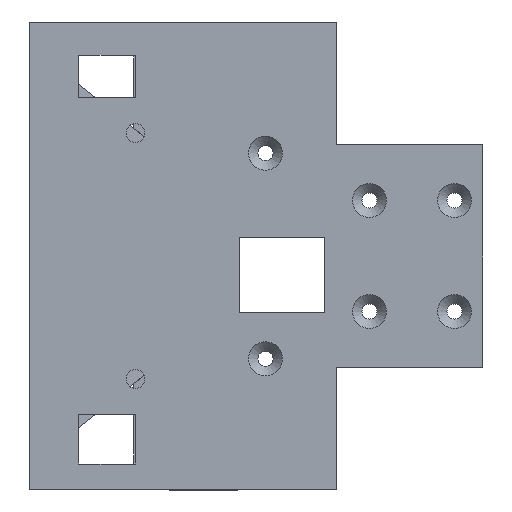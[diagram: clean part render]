
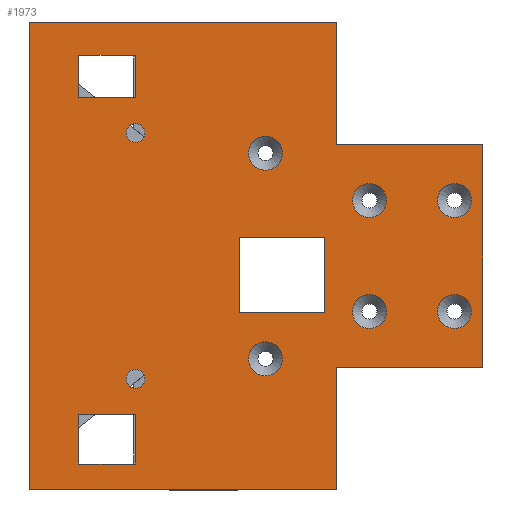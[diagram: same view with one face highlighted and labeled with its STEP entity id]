
A CAD part, front view. The second image highlights one B-rep face of the part: STEP entity #1973.
In plain terms, the highlighted planar face has unit normal (0, -1, 0).
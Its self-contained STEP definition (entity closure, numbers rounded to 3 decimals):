
#49=FACE_BOUND('',#216,.T.);
#50=FACE_BOUND('',#217,.T.);
#51=FACE_BOUND('',#218,.T.);
#52=FACE_BOUND('',#219,.T.);
#53=FACE_BOUND('',#220,.T.);
#54=FACE_BOUND('',#221,.T.);
#55=FACE_BOUND('',#222,.T.);
#56=FACE_BOUND('',#223,.T.);
#57=FACE_BOUND('',#224,.T.);
#58=FACE_BOUND('',#225,.T.);
#59=FACE_BOUND('',#226,.T.);
#77=CIRCLE('',#2102,3.6);
#78=CIRCLE('',#2103,3.6);
#79=CIRCLE('',#2104,3.6);
#80=CIRCLE('',#2105,2.);
#81=CIRCLE('',#2106,2.);
#82=CIRCLE('',#2107,3.6);
#83=CIRCLE('',#2108,3.6);
#84=CIRCLE('',#2109,3.6);
#107=FACE_OUTER_BOUND('',#215,.T.);
#215=EDGE_LOOP('',(#1406,#1407,#1408,#1409,#1410,#1411,#1412,#1413));
#216=EDGE_LOOP('',(#1414,#1415,#1416,#1417));
#217=EDGE_LOOP('',(#1418,#1419,#1420,#1421));
#218=EDGE_LOOP('',(#1422,#1423,#1424,#1425));
#219=EDGE_LOOP('',(#1426));
#220=EDGE_LOOP('',(#1427));
#221=EDGE_LOOP('',(#1428));
#222=EDGE_LOOP('',(#1429));
#223=EDGE_LOOP('',(#1430));
#224=EDGE_LOOP('',(#1431));
#225=EDGE_LOOP('',(#1432));
#226=EDGE_LOOP('',(#1433));
#326=LINE('',#2734,#582);
#330=LINE('',#2742,#586);
#333=LINE('',#2748,#589);
#363=LINE('',#2817,#619);
#399=LINE('',#2897,#655);
#401=LINE('',#2901,#657);
#403=LINE('',#2906,#659);
#404=LINE('',#2908,#660);
#405=LINE('',#2910,#661);
#406=LINE('',#2912,#662);
#407=LINE('',#2914,#663);
#408=LINE('',#2916,#664);
#409=LINE('',#2918,#665);
#410=LINE('',#2919,#666);
#411=LINE('',#2920,#667);
#412=LINE('',#2922,#668);
#413=LINE('',#2923,#669);
#414=LINE('',#2925,#670);
#415=LINE('',#2927,#671);
#416=LINE('',#2928,#672);
#582=VECTOR('',#2218,10.);
#586=VECTOR('',#2224,10.);
#589=VECTOR('',#2229,10.);
#619=VECTOR('',#2271,10.);
#655=VECTOR('',#2319,10.);
#657=VECTOR('',#2323,10.);
#659=VECTOR('',#2327,10.);
#660=VECTOR('',#2328,10.);
#661=VECTOR('',#2329,10.);
#662=VECTOR('',#2330,10.);
#663=VECTOR('',#2331,10.);
#664=VECTOR('',#2332,10.);
#665=VECTOR('',#2333,10.);
#666=VECTOR('',#2334,10.);
#667=VECTOR('',#2335,10.);
#668=VECTOR('',#2336,10.);
#669=VECTOR('',#2337,10.);
#670=VECTOR('',#2338,10.);
#671=VECTOR('',#2339,10.);
#672=VECTOR('',#2340,10.);
#838=VERTEX_POINT('',#2732);
#839=VERTEX_POINT('',#2733);
#842=VERTEX_POINT('',#2741);
#844=VERTEX_POINT('',#2747);
#876=VERTEX_POINT('',#2814);
#877=VERTEX_POINT('',#2816);
#914=VERTEX_POINT('',#2894);
#915=VERTEX_POINT('',#2896);
#916=VERTEX_POINT('',#2900);
#917=VERTEX_POINT('',#2904);
#918=VERTEX_POINT('',#2905);
#919=VERTEX_POINT('',#2907);
#920=VERTEX_POINT('',#2909);
#921=VERTEX_POINT('',#2911);
#922=VERTEX_POINT('',#2913);
#923=VERTEX_POINT('',#2915);
#924=VERTEX_POINT('',#2917);
#925=VERTEX_POINT('',#2921);
#926=VERTEX_POINT('',#2924);
#927=VERTEX_POINT('',#2926);
#928=VERTEX_POINT('',#2929);
#929=VERTEX_POINT('',#2931);
#930=VERTEX_POINT('',#2933);
#931=VERTEX_POINT('',#2935);
#932=VERTEX_POINT('',#2937);
#933=VERTEX_POINT('',#2939);
#934=VERTEX_POINT('',#2941);
#935=VERTEX_POINT('',#2943);
#1026=EDGE_CURVE('',#838,#839,#326,.T.);
#1030=EDGE_CURVE('',#839,#842,#330,.T.);
#1033=EDGE_CURVE('',#842,#844,#333,.T.);
#1067=EDGE_CURVE('',#877,#876,#363,.T.);
#1107=EDGE_CURVE('',#915,#914,#399,.T.);
#1109=EDGE_CURVE('',#916,#877,#401,.T.);
#1111=EDGE_CURVE('',#917,#918,#403,.T.);
#1112=EDGE_CURVE('',#919,#917,#404,.T.);
#1113=EDGE_CURVE('',#920,#919,#405,.T.);
#1114=EDGE_CURVE('',#921,#920,#406,.T.);
#1115=EDGE_CURVE('',#922,#921,#407,.T.);
#1116=EDGE_CURVE('',#923,#922,#408,.T.);
#1117=EDGE_CURVE('',#924,#923,#409,.T.);
#1118=EDGE_CURVE('',#918,#924,#410,.T.);
#1119=EDGE_CURVE('',#844,#838,#411,.T.);
#1120=EDGE_CURVE('',#876,#925,#412,.T.);
#1121=EDGE_CURVE('',#925,#916,#413,.T.);
#1122=EDGE_CURVE('',#914,#926,#414,.T.);
#1123=EDGE_CURVE('',#927,#926,#415,.T.);
#1124=EDGE_CURVE('',#927,#915,#416,.T.);
#1125=EDGE_CURVE('',#928,#928,#77,.T.);
#1126=EDGE_CURVE('',#929,#929,#78,.T.);
#1127=EDGE_CURVE('',#930,#930,#79,.T.);
#1128=EDGE_CURVE('',#931,#931,#80,.T.);
#1129=EDGE_CURVE('',#932,#932,#81,.T.);
#1130=EDGE_CURVE('',#933,#933,#82,.T.);
#1131=EDGE_CURVE('',#934,#934,#83,.T.);
#1132=EDGE_CURVE('',#935,#935,#84,.T.);
#1406=ORIENTED_EDGE('',*,*,#1111,.F.);
#1407=ORIENTED_EDGE('',*,*,#1112,.F.);
#1408=ORIENTED_EDGE('',*,*,#1113,.F.);
#1409=ORIENTED_EDGE('',*,*,#1114,.F.);
#1410=ORIENTED_EDGE('',*,*,#1115,.F.);
#1411=ORIENTED_EDGE('',*,*,#1116,.F.);
#1412=ORIENTED_EDGE('',*,*,#1117,.F.);
#1413=ORIENTED_EDGE('',*,*,#1118,.F.);
#1414=ORIENTED_EDGE('',*,*,#1026,.T.);
#1415=ORIENTED_EDGE('',*,*,#1030,.T.);
#1416=ORIENTED_EDGE('',*,*,#1033,.T.);
#1417=ORIENTED_EDGE('',*,*,#1119,.T.);
#1418=ORIENTED_EDGE('',*,*,#1120,.T.);
#1419=ORIENTED_EDGE('',*,*,#1121,.T.);
#1420=ORIENTED_EDGE('',*,*,#1109,.T.);
#1421=ORIENTED_EDGE('',*,*,#1067,.T.);
#1422=ORIENTED_EDGE('',*,*,#1122,.T.);
#1423=ORIENTED_EDGE('',*,*,#1123,.F.);
#1424=ORIENTED_EDGE('',*,*,#1124,.T.);
#1425=ORIENTED_EDGE('',*,*,#1107,.T.);
#1426=ORIENTED_EDGE('',*,*,#1125,.F.);
#1427=ORIENTED_EDGE('',*,*,#1126,.F.);
#1428=ORIENTED_EDGE('',*,*,#1127,.F.);
#1429=ORIENTED_EDGE('',*,*,#1128,.F.);
#1430=ORIENTED_EDGE('',*,*,#1129,.F.);
#1431=ORIENTED_EDGE('',*,*,#1130,.F.);
#1432=ORIENTED_EDGE('',*,*,#1131,.F.);
#1433=ORIENTED_EDGE('',*,*,#1132,.F.);
#1892=PLANE('',#2101);
#1973=ADVANCED_FACE('',(#107,#49,#50,#51,#52,#53,#54,#55,#56,#57,#58,#59),
#1892,.F.);
#2101=AXIS2_PLACEMENT_3D('',#2903,#2325,#2326);
#2102=AXIS2_PLACEMENT_3D('',#2930,#2341,#2342);
#2103=AXIS2_PLACEMENT_3D('',#2932,#2343,#2344);
#2104=AXIS2_PLACEMENT_3D('',#2934,#2345,#2346);
#2105=AXIS2_PLACEMENT_3D('',#2936,#2347,#2348);
#2106=AXIS2_PLACEMENT_3D('',#2938,#2349,#2350);
#2107=AXIS2_PLACEMENT_3D('',#2940,#2351,#2352);
#2108=AXIS2_PLACEMENT_3D('',#2942,#2353,#2354);
#2109=AXIS2_PLACEMENT_3D('',#2944,#2355,#2356);
#2218=DIRECTION('',(-1.,0.,0.));
#2224=DIRECTION('',(0.,0.,1.));
#2229=DIRECTION('',(1.,0.,0.));
#2271=DIRECTION('',(0.,0.,1.));
#2319=DIRECTION('',(0.,0.,1.));
#2323=DIRECTION('',(-1.,0.,0.));
#2325=DIRECTION('center_axis',(0.,1.,0.));
#2326=DIRECTION('ref_axis',(0.,0.,1.));
#2327=DIRECTION('',(-1.,0.,0.));
#2328=DIRECTION('',(0.,0.,-1.));
#2329=DIRECTION('',(1.,0.,0.));
#2330=DIRECTION('',(0.,0.,-1.));
#2331=DIRECTION('',(1.,0.,0.));
#2332=DIRECTION('',(0.,0.,1.));
#2333=DIRECTION('',(-1.,0.,0.));
#2334=DIRECTION('',(0.,0.,-1.));
#2335=DIRECTION('',(0.,0.,-1.));
#2336=DIRECTION('',(1.,0.,0.));
#2337=DIRECTION('',(0.,0.,-1.));
#2338=DIRECTION('',(1.,0.,0.));
#2339=DIRECTION('',(0.,0.,1.));
#2340=DIRECTION('',(-1.,0.,0.));
#2341=DIRECTION('center_axis',(0.,-1.,0.));
#2342=DIRECTION('ref_axis',(-1.,0.,0.));
#2343=DIRECTION('center_axis',(0.,-1.,0.));
#2344=DIRECTION('ref_axis',(-1.,0.,0.));
#2345=DIRECTION('center_axis',(0.,-1.,0.));
#2346=DIRECTION('ref_axis',(-1.,0.,0.));
#2347=DIRECTION('center_axis',(0.,-1.,0.));
#2348=DIRECTION('ref_axis',(-1.,0.,0.));
#2349=DIRECTION('center_axis',(0.,-1.,0.));
#2350=DIRECTION('ref_axis',(-1.,0.,0.));
#2351=DIRECTION('center_axis',(0.,-1.,0.));
#2352=DIRECTION('ref_axis',(-1.,0.,0.));
#2353=DIRECTION('center_axis',(0.,-1.,0.));
#2354=DIRECTION('ref_axis',(-1.,0.,0.));
#2355=DIRECTION('center_axis',(0.,-1.,0.));
#2356=DIRECTION('ref_axis',(-1.,0.,0.));
#2732=CARTESIAN_POINT('',(65.,3.,38.));
#2733=CARTESIAN_POINT('',(47.,3.,38.));
#2734=CARTESIAN_POINT('',(48.75,3.,38.));
#2741=CARTESIAN_POINT('',(47.,3.,54.));
#2742=CARTESIAN_POINT('',(47.,3.,52.));
#2747=CARTESIAN_POINT('',(65.,3.,54.));
#2748=CARTESIAN_POINT('',(57.75,3.,54.));
#2814=CARTESIAN_POINT('',(13.,3.,16.5));
#2816=CARTESIAN_POINT('',(13.,3.,6.));
#2817=CARTESIAN_POINT('',(13.,3.,28.));
#2894=CARTESIAN_POINT('',(13.,3.,92.5));
#2896=CARTESIAN_POINT('',(13.,3.,83.5));
#2897=CARTESIAN_POINT('',(13.,3.,66.75));
#2900=CARTESIAN_POINT('',(25.,3.,6.));
#2901=CARTESIAN_POINT('',(32.75,3.,6.));
#2903=CARTESIAN_POINT('Origin',(50.5,3.,50.));
#2904=CARTESIAN_POINT('',(98.5,3.,26.5));
#2905=CARTESIAN_POINT('',(67.5,3.,26.5));
#2906=CARTESIAN_POINT('',(98.5,3.,26.5));
#2907=CARTESIAN_POINT('',(98.5,3.,73.5));
#2908=CARTESIAN_POINT('',(98.5,3.,99.5));
#2909=CARTESIAN_POINT('',(67.5,3.,73.5));
#2910=CARTESIAN_POINT('',(67.5,3.,73.5));
#2911=CARTESIAN_POINT('',(67.5,3.,99.5));
#2912=CARTESIAN_POINT('',(67.5,3.,99.5));
#2913=CARTESIAN_POINT('',(2.5,3.,99.5));
#2914=CARTESIAN_POINT('',(2.5,3.,99.5));
#2915=CARTESIAN_POINT('',(2.5,3.,0.5));
#2916=CARTESIAN_POINT('',(2.5,3.,0.5));
#2917=CARTESIAN_POINT('',(67.5,3.,0.5));
#2918=CARTESIAN_POINT('',(98.5,3.,0.5));
#2919=CARTESIAN_POINT('',(67.5,3.,26.5));
#2920=CARTESIAN_POINT('',(65.,3.,44.));
#2921=CARTESIAN_POINT('',(25.,3.,16.5));
#2922=CARTESIAN_POINT('',(31.75,3.,16.5));
#2923=CARTESIAN_POINT('',(25.,3.,28.75));
#2924=CARTESIAN_POINT('',(25.,3.,92.5));
#2925=CARTESIAN_POINT('',(31.75,3.,92.5));
#2926=CARTESIAN_POINT('',(25.,3.,83.5));
#2927=CARTESIAN_POINT('',(25.,3.,83.5));
#2928=CARTESIAN_POINT('',(32.75,3.,83.5));
#2929=CARTESIAN_POINT('',(56.1,3.,71.75));
#2930=CARTESIAN_POINT('Origin',(52.5,3.,71.75));
#2931=CARTESIAN_POINT('',(78.1,3.,38.25));
#2932=CARTESIAN_POINT('Origin',(74.5,3.,38.25));
#2933=CARTESIAN_POINT('',(96.1,3.,61.75));
#2934=CARTESIAN_POINT('Origin',(92.5,3.,61.75));
#2935=CARTESIAN_POINT('',(27.,3.,76.));
#2936=CARTESIAN_POINT('Origin',(25.,3.,76.));
#2937=CARTESIAN_POINT('',(27.,3.,24.));
#2938=CARTESIAN_POINT('Origin',(25.,3.,24.));
#2939=CARTESIAN_POINT('',(96.1,3.,38.25));
#2940=CARTESIAN_POINT('Origin',(92.5,3.,38.25));
#2941=CARTESIAN_POINT('',(78.1,3.,61.75));
#2942=CARTESIAN_POINT('Origin',(74.5,3.,61.75));
#2943=CARTESIAN_POINT('',(56.1,3.,28.25));
#2944=CARTESIAN_POINT('Origin',(52.5,3.,28.25));
